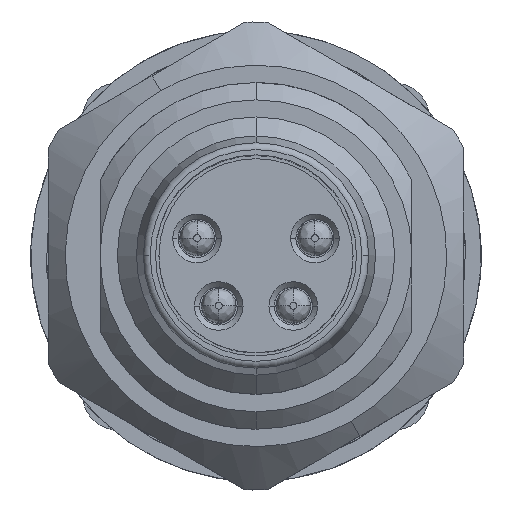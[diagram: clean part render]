
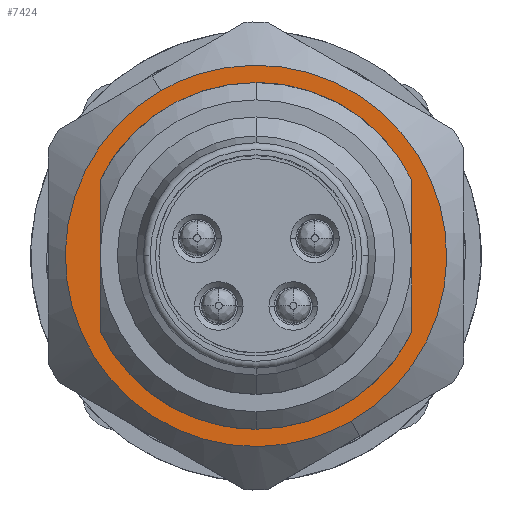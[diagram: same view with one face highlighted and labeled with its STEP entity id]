
A CAD part, top view. The second image highlights one B-rep face of the part: STEP entity #7424.
In plain terms, the highlighted planar face has unit normal (0, 0, 1).
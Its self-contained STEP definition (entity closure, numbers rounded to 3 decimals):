
#7276=AXIS2_PLACEMENT_3D('Plane Axis2P3D',#7273,#7274,#7275) ;
#7273=CARTESIAN_POINT('Axis2P3D Location',(6.5,6.742,14.8)) ;
#7279=CARTESIAN_POINT('Control Point',(3.75,11.505,14.8)) ;
#7280=CARTESIAN_POINT('Control Point',(3.253,11.218,14.8)) ;
#7281=CARTESIAN_POINT('Control Point',(2.793,10.866,14.8)) ;
#7282=CARTESIAN_POINT('Control Point',(2.381,10.455,14.8)) ;
#7283=CARTESIAN_POINT('Control Point',(1.676,9.536,14.8)) ;
#7284=CARTESIAN_POINT('Control Point',(1.23,8.467,14.8)) ;
#7285=CARTESIAN_POINT('Control Point',(1.078,7.906,14.8)) ;
#7286=CARTESIAN_POINT('Control Point',(0.925,6.758,14.8)) ;
#7287=CARTESIAN_POINT('Control Point',(1.072,5.608,14.8)) ;
#7288=CARTESIAN_POINT('Control Point',(1.22,5.046,14.8)) ;
#7289=CARTESIAN_POINT('Control Point',(1.661,3.975,14.8)) ;
#7290=CARTESIAN_POINT('Control Point',(2.361,3.052,14.8)) ;
#7291=CARTESIAN_POINT('Control Point',(2.77,2.639,14.8)) ;
#7292=CARTESIAN_POINT('Control Point',(3.686,1.93,14.8)) ;
#7293=CARTESIAN_POINT('Control Point',(4.754,1.479,14.8)) ;
#7294=CARTESIAN_POINT('Control Point',(5.314,1.325,14.8)) ;
#7295=CARTESIAN_POINT('Control Point',(6.462,1.167,14.8)) ;
#7296=CARTESIAN_POINT('Control Point',(7.612,1.31,14.8)) ;
#7297=CARTESIAN_POINT('Control Point',(8.174,1.456,14.8)) ;
#7298=CARTESIAN_POINT('Control Point',(8.719,1.677,14.8)) ;
#7299=CARTESIAN_POINT('Control Point',(9.227,1.966,14.8)) ;
#7300=CARTESIAN_POINT('Control Point',(9.234,1.97,14.8)) ;
#7301=CARTESIAN_POINT('Control Point',(9.242,1.975,14.8)) ;
#7302=CARTESIAN_POINT('Control Point',(9.25,1.979,14.8)) ;
#7303=CARTESIAN_POINT('Vertex',(3.75,11.505,14.8)) ;
#7305=CARTESIAN_POINT('Vertex',(9.25,1.979,14.8)) ;
#7309=CARTESIAN_POINT('Control Point',(9.25,1.979,14.8)) ;
#7310=CARTESIAN_POINT('Control Point',(9.747,2.266,14.8)) ;
#7311=CARTESIAN_POINT('Control Point',(10.207,2.619,14.8)) ;
#7312=CARTESIAN_POINT('Control Point',(10.619,3.029,14.8)) ;
#7313=CARTESIAN_POINT('Control Point',(11.324,3.948,14.8)) ;
#7314=CARTESIAN_POINT('Control Point',(11.77,5.018,14.8)) ;
#7315=CARTESIAN_POINT('Control Point',(11.922,5.579,14.8)) ;
#7316=CARTESIAN_POINT('Control Point',(12.075,6.727,14.8)) ;
#7317=CARTESIAN_POINT('Control Point',(11.928,7.876,14.8)) ;
#7318=CARTESIAN_POINT('Control Point',(11.78,8.438,14.8)) ;
#7319=CARTESIAN_POINT('Control Point',(11.339,9.51,14.8)) ;
#7320=CARTESIAN_POINT('Control Point',(10.639,10.433,14.8)) ;
#7321=CARTESIAN_POINT('Control Point',(10.23,10.846,14.8)) ;
#7322=CARTESIAN_POINT('Control Point',(9.314,11.555,14.8)) ;
#7323=CARTESIAN_POINT('Control Point',(8.246,12.005,14.8)) ;
#7324=CARTESIAN_POINT('Control Point',(7.686,12.159,14.8)) ;
#7325=CARTESIAN_POINT('Control Point',(6.538,12.317,14.8)) ;
#7326=CARTESIAN_POINT('Control Point',(5.388,12.175,14.8)) ;
#7327=CARTESIAN_POINT('Control Point',(4.826,12.029,14.8)) ;
#7328=CARTESIAN_POINT('Control Point',(4.281,11.808,14.8)) ;
#7329=CARTESIAN_POINT('Control Point',(3.773,11.519,14.8)) ;
#7330=CARTESIAN_POINT('Control Point',(3.766,11.514,14.8)) ;
#7331=CARTESIAN_POINT('Control Point',(3.758,11.51,14.8)) ;
#7332=CARTESIAN_POINT('Control Point',(3.75,11.505,14.8)) ;
#7338=CARTESIAN_POINT('Line Origine',(2.,6.742,14.8)) ;
#7342=CARTESIAN_POINT('Vertex',(2.,8.922,14.8)) ;
#7344=CARTESIAN_POINT('Vertex',(2.,4.563,14.8)) ;
#7348=CARTESIAN_POINT('Control Point',(6.5,11.742,14.8)) ;
#7349=CARTESIAN_POINT('Control Point',(5.977,11.742,14.8)) ;
#7350=CARTESIAN_POINT('Control Point',(5.453,11.674,14.8)) ;
#7351=CARTESIAN_POINT('Control Point',(4.942,11.537,14.8)) ;
#7352=CARTESIAN_POINT('Control Point',(3.944,11.123,14.8)) ;
#7353=CARTESIAN_POINT('Control Point',(3.09,10.46,14.8)) ;
#7354=CARTESIAN_POINT('Control Point',(2.702,10.064,14.8)) ;
#7355=CARTESIAN_POINT('Control Point',(2.345,9.579,14.8)) ;
#7356=CARTESIAN_POINT('Control Point',(2.065,9.052,14.8)) ;
#7357=CARTESIAN_POINT('Control Point',(2.043,9.009,14.8)) ;
#7358=CARTESIAN_POINT('Control Point',(2.021,8.966,14.8)) ;
#7359=CARTESIAN_POINT('Control Point',(2.,8.922,14.8)) ;
#7360=CARTESIAN_POINT('Vertex',(6.5,11.742,14.8)) ;
#7364=CARTESIAN_POINT('Control Point',(11.,8.922,14.8)) ;
#7365=CARTESIAN_POINT('Control Point',(10.761,9.415,14.8)) ;
#7366=CARTESIAN_POINT('Control Point',(10.455,9.875,14.8)) ;
#7367=CARTESIAN_POINT('Control Point',(10.087,10.29,14.8)) ;
#7368=CARTESIAN_POINT('Control Point',(9.247,11.009,14.8)) ;
#7369=CARTESIAN_POINT('Control Point',(8.245,11.476,14.8)) ;
#7370=CARTESIAN_POINT('Control Point',(7.715,11.639,14.8)) ;
#7371=CARTESIAN_POINT('Control Point',(7.145,11.731,14.8)) ;
#7372=CARTESIAN_POINT('Control Point',(6.573,11.742,14.8)) ;
#7373=CARTESIAN_POINT('Control Point',(6.549,11.742,14.8)) ;
#7374=CARTESIAN_POINT('Control Point',(6.524,11.742,14.8)) ;
#7375=CARTESIAN_POINT('Control Point',(6.5,11.742,14.8)) ;
#7376=CARTESIAN_POINT('Vertex',(11.,8.922,14.8)) ;
#7379=CARTESIAN_POINT('Line Origine',(11.,6.742,14.8)) ;
#7383=CARTESIAN_POINT('Vertex',(11.,4.563,14.8)) ;
#7387=CARTESIAN_POINT('Control Point',(6.5,1.742,14.8)) ;
#7388=CARTESIAN_POINT('Control Point',(7.023,1.742,14.8)) ;
#7389=CARTESIAN_POINT('Control Point',(7.547,1.811,14.8)) ;
#7390=CARTESIAN_POINT('Control Point',(8.058,1.948,14.8)) ;
#7391=CARTESIAN_POINT('Control Point',(9.056,2.362,14.8)) ;
#7392=CARTESIAN_POINT('Control Point',(9.91,3.024,14.8)) ;
#7393=CARTESIAN_POINT('Control Point',(10.298,3.421,14.8)) ;
#7394=CARTESIAN_POINT('Control Point',(10.655,3.905,14.8)) ;
#7395=CARTESIAN_POINT('Control Point',(10.935,4.432,14.8)) ;
#7396=CARTESIAN_POINT('Control Point',(10.957,4.476,14.8)) ;
#7397=CARTESIAN_POINT('Control Point',(10.979,4.519,14.8)) ;
#7398=CARTESIAN_POINT('Control Point',(11.,4.563,14.8)) ;
#7399=CARTESIAN_POINT('Vertex',(6.5,1.742,14.8)) ;
#7403=CARTESIAN_POINT('Control Point',(2.,4.563,14.8)) ;
#7404=CARTESIAN_POINT('Control Point',(2.239,4.07,14.8)) ;
#7405=CARTESIAN_POINT('Control Point',(2.545,3.61,14.8)) ;
#7406=CARTESIAN_POINT('Control Point',(2.913,3.194,14.8)) ;
#7407=CARTESIAN_POINT('Control Point',(3.753,2.475,14.8)) ;
#7408=CARTESIAN_POINT('Control Point',(4.755,2.008,14.8)) ;
#7409=CARTESIAN_POINT('Control Point',(5.285,1.845,14.8)) ;
#7410=CARTESIAN_POINT('Control Point',(5.855,1.753,14.8)) ;
#7411=CARTESIAN_POINT('Control Point',(6.427,1.743,14.8)) ;
#7412=CARTESIAN_POINT('Control Point',(6.451,1.742,14.8)) ;
#7413=CARTESIAN_POINT('Control Point',(6.476,1.742,14.8)) ;
#7414=CARTESIAN_POINT('Control Point',(6.5,1.742,14.8)) ;
#7274=DIRECTION('Axis2P3D Direction',(0.,0.,-1.)) ;
#7275=DIRECTION('Axis2P3D XDirection',(-0.866,-0.5,0.)) ;
#7339=DIRECTION('Vector Direction',(0.,-1.,0.)) ;
#7380=DIRECTION('Vector Direction',(0.,1.,0.)) ;
#7340=VECTOR('Line Direction',#7339,1.) ;
#7381=VECTOR('Line Direction',#7380,1.) ;
#7335=ORIENTED_EDGE('',*,*,#7307,.T.) ;
#7336=ORIENTED_EDGE('',*,*,#7333,.T.) ;
#7417=ORIENTED_EDGE('',*,*,#7346,.F.) ;
#7418=ORIENTED_EDGE('',*,*,#7362,.F.) ;
#7419=ORIENTED_EDGE('',*,*,#7378,.F.) ;
#7420=ORIENTED_EDGE('',*,*,#7385,.F.) ;
#7421=ORIENTED_EDGE('',*,*,#7401,.F.) ;
#7422=ORIENTED_EDGE('',*,*,#7415,.F.) ;
#7423=FACE_BOUND('',#7416,.T.) ;
#7424=ADVANCED_FACE('V1',(#7337,#7423),#7277,.F.) ;
#7278=B_SPLINE_CURVE_WITH_KNOTS('',5,(#7279,#7280,#7281,#7282,#7283,#7284,#7285,#7286,#7287,#7288,#7289,#7290,#7291,#7292,#7293,#7294,#7295,#7296,#7297,#7298,#7299,#7300,#7301,#7302),.UNSPECIFIED.,.F.,.U.,(6,3,3,3,3,3,3,6),(0.,4.062,8.124,12.186,16.248,20.31,24.372,24.436),.UNSPECIFIED.) ;
#7308=B_SPLINE_CURVE_WITH_KNOTS('',5,(#7309,#7310,#7311,#7312,#7313,#7314,#7315,#7316,#7317,#7318,#7319,#7320,#7321,#7322,#7323,#7324,#7325,#7326,#7327,#7328,#7329,#7330,#7331,#7332),.UNSPECIFIED.,.F.,.U.,(6,3,3,3,3,3,3,6),(0.,4.062,8.124,12.186,16.248,20.31,24.372,24.436),.UNSPECIFIED.) ;
#7347=B_SPLINE_CURVE_WITH_KNOTS('',5,(#7348,#7349,#7350,#7351,#7352,#7353,#7354,#7355,#7356,#7357,#7358,#7359),.UNSPECIFIED.,.F.,.U.,(6,3,3,6),(7.918,11.619,15.492,15.836),.UNSPECIFIED.) ;
#7363=B_SPLINE_CURVE_WITH_KNOTS('',5,(#7364,#7365,#7366,#7367,#7368,#7369,#7370,#7371,#7372,#7373,#7374,#7375),.UNSPECIFIED.,.F.,.U.,(6,3,3,6),(0.,3.873,7.746,7.918),.UNSPECIFIED.) ;
#7386=B_SPLINE_CURVE_WITH_KNOTS('',5,(#7387,#7388,#7389,#7390,#7391,#7392,#7393,#7394,#7395,#7396,#7397,#7398),.UNSPECIFIED.,.F.,.U.,(6,3,3,6),(7.918,11.619,15.492,15.836),.UNSPECIFIED.) ;
#7402=B_SPLINE_CURVE_WITH_KNOTS('',5,(#7403,#7404,#7405,#7406,#7407,#7408,#7409,#7410,#7411,#7412,#7413,#7414),.UNSPECIFIED.,.F.,.U.,(6,3,3,6),(0.,3.873,7.746,7.918),.UNSPECIFIED.) ;
#7307=EDGE_CURVE('',#7304,#7306,#7278,.T.) ;
#7333=EDGE_CURVE('',#7306,#7304,#7308,.T.) ;
#7346=EDGE_CURVE('',#7343,#7345,#7341,.T.) ;
#7362=EDGE_CURVE('',#7361,#7343,#7347,.T.) ;
#7378=EDGE_CURVE('',#7377,#7361,#7363,.T.) ;
#7385=EDGE_CURVE('',#7384,#7377,#7382,.T.) ;
#7401=EDGE_CURVE('',#7400,#7384,#7386,.T.) ;
#7415=EDGE_CURVE('',#7345,#7400,#7402,.T.) ;
#7334=EDGE_LOOP('',(#7335,#7336)) ;
#7416=EDGE_LOOP('',(#7417,#7418,#7419,#7420,#7421,#7422)) ;
#7337=FACE_OUTER_BOUND('',#7334,.T.) ;
#7341=LINE('Line',#7338,#7340) ;
#7382=LINE('Line',#7379,#7381) ;
#7277=PLANE('',#7276) ;
#7304=VERTEX_POINT('',#7303) ;
#7306=VERTEX_POINT('',#7305) ;
#7343=VERTEX_POINT('',#7342) ;
#7345=VERTEX_POINT('',#7344) ;
#7361=VERTEX_POINT('',#7360) ;
#7377=VERTEX_POINT('',#7376) ;
#7384=VERTEX_POINT('',#7383) ;
#7400=VERTEX_POINT('',#7399) ;
